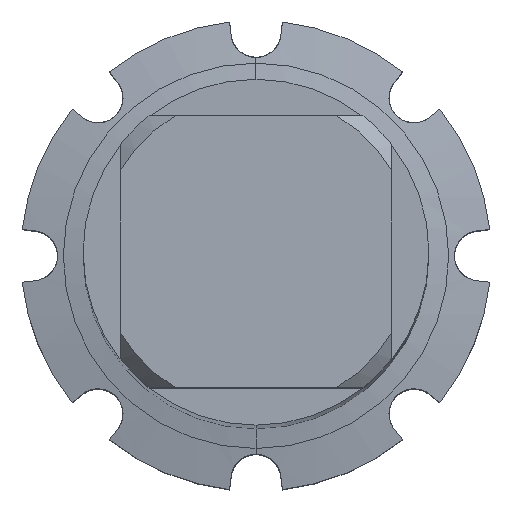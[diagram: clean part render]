
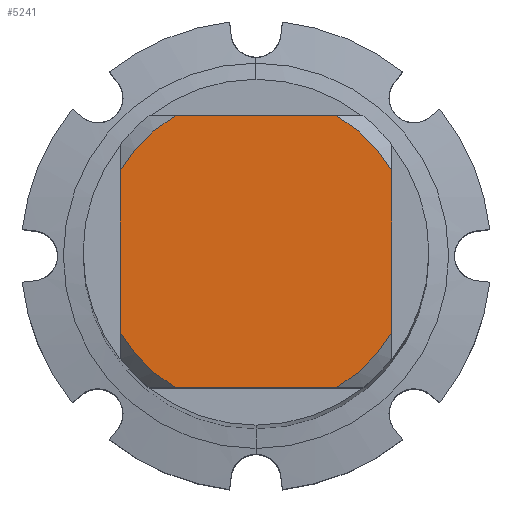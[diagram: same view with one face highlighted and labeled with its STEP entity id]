
A CAD part, top view. The second image highlights one B-rep face of the part: STEP entity #5241.
In plain terms, the highlighted planar face has unit normal (0, 0, 1).
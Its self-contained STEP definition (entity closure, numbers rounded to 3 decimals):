
#3201=EDGE_CURVE('',#6905,#3655,#8946,.T.);
#3447=EDGE_CURVE('',#4913,#3911,#9216,.T.);
#3655=VERTEX_POINT('',#9440);
#3911=VERTEX_POINT('',#9723);
#4353=EDGE_CURVE('',#4419,#3655,#10215,.T.);
#4419=VERTEX_POINT('',#10287);
#4881=VERTEX_POINT('',#10793);
#4913=VERTEX_POINT('',#10827);
#4941=EDGE_CURVE('',#4419,#3911,#10859,.T.);
#5241=ADVANCED_FACE('',(#11185),#11186,.T.);
#5389=EDGE_CURVE('',#7249,#4881,#11347,.T.);
#6047=EDGE_CURVE('',#4913,#8287,#12054,.T.);
#6905=VERTEX_POINT('',#12972);
#6959=EDGE_CURVE('',#7249,#8287,#13031,.T.);
#7029=EDGE_CURVE('',#6905,#4881,#13108,.T.);
#7249=VERTEX_POINT('',#13341);
#8287=VERTEX_POINT('',#14470);
#8946=CIRCLE('',#15415,6.4);
#9216=LINE('',#15863,#15864);
#9440=CARTESIAN_POINT('',(-3.273,5.5,0.0));
#9723=CARTESIAN_POINT('',(5.5,3.273,0.0));
#10215=LINE('',#17639,#17640);
#10287=CARTESIAN_POINT('',(3.273,5.5,0.0));
#10793=CARTESIAN_POINT('',(-5.5,-3.273,0.0));
#10827=CARTESIAN_POINT('',(5.5,-3.273,0.0));
#10859=CIRCLE('',#18698,6.4);
#11185=FACE_OUTER_BOUND('',#19245,.T.);
#11186=PLANE('',#19246);
#11347=CIRCLE('',#19500,6.4);
#12054=CIRCLE('',#20782,6.4);
#12972=CARTESIAN_POINT('',(-5.5,3.273,0.0));
#13031=LINE('',#22568,#22569);
#13108=LINE('',#22708,#22709);
#13341=CARTESIAN_POINT('',(-3.273,-5.5,0.0));
#14470=CARTESIAN_POINT('',(3.273,-5.5,0.0));
#15415=AXIS2_PLACEMENT_3D('',#25923,#25924,#25925);
#15863=CARTESIAN_POINT('',(5.5,1.6,0.0));
#15864=VECTOR('',#26186,1.0);
#17639=CARTESIAN_POINT('',(0.0,5.5,0.0));
#17640=VECTOR('',#27341,1.0);
#18698=AXIS2_PLACEMENT_3D('',#28081,#28082,#28083);
#19245=EDGE_LOOP('',(#28415,#28416,#28417,#28418,#28419,#28420,#28421,#28422));
#19246=AXIS2_PLACEMENT_3D('',#28423,#28424,#28425);
#19500=AXIS2_PLACEMENT_3D('',#28580,#28581,#28582);
#20782=AXIS2_PLACEMENT_3D('',#29295,#29296,#29297);
#22568=CARTESIAN_POINT('',(0.0,-5.5,0.0));
#22569=VECTOR('',#30299,1.0);
#22708=CARTESIAN_POINT('',(-5.5,1.6,0.0));
#22709=VECTOR('',#30441,1.0);
#25923=CARTESIAN_POINT('',(0.0,0.0,0.0));
#25924=DIRECTION('',(0.0,0.0,-1.0));
#25925=DIRECTION('',(0.0,1.0,0.0));
#26186=DIRECTION('',(-0.0,1.0,0.0));
#27341=DIRECTION('',(-1.0,0.0,0.0));
#28081=CARTESIAN_POINT('',(0.0,0.0,0.0));
#28082=DIRECTION('',(0.0,0.0,-1.0));
#28083=DIRECTION('',(0.0,1.0,0.0));
#28415=ORIENTED_EDGE('',*,*,#7029,.T.);
#28416=ORIENTED_EDGE('',*,*,#5389,.F.);
#28417=ORIENTED_EDGE('',*,*,#6959,.T.);
#28418=ORIENTED_EDGE('',*,*,#6047,.F.);
#28419=ORIENTED_EDGE('',*,*,#3447,.T.);
#28420=ORIENTED_EDGE('',*,*,#4941,.F.);
#28421=ORIENTED_EDGE('',*,*,#4353,.T.);
#28422=ORIENTED_EDGE('',*,*,#3201,.F.);
#28423=CARTESIAN_POINT('',(0.0,3.2,0.0));
#28424=DIRECTION('',(-0.0,0.0,1.0));
#28425=DIRECTION('',(0.0,-1.0,0.0));
#28580=CARTESIAN_POINT('',(0.0,0.0,0.0));
#28581=DIRECTION('',(0.0,0.0,-1.0));
#28582=DIRECTION('',(0.0,1.0,0.0));
#29295=CARTESIAN_POINT('',(0.0,0.0,0.0));
#29296=DIRECTION('',(0.0,0.0,-1.0));
#29297=DIRECTION('',(0.0,1.0,0.0));
#30299=DIRECTION('',(1.0,0.0,0.0));
#30441=DIRECTION('',(-0.0,-1.0,0.0));
